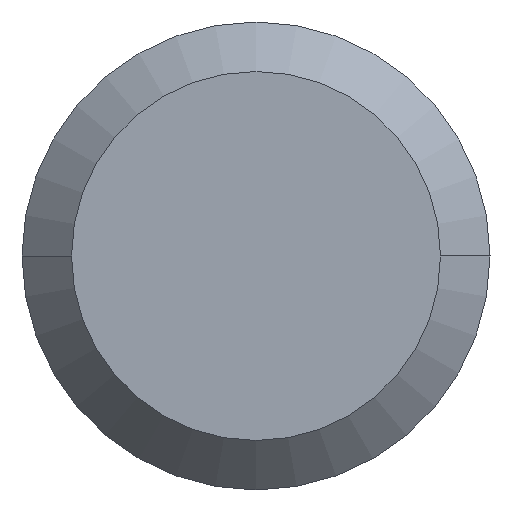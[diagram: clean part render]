
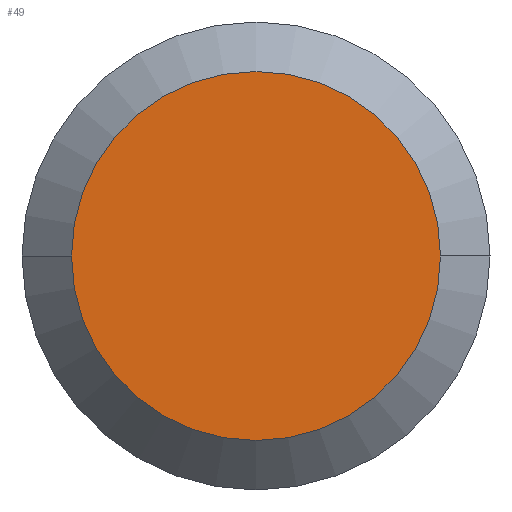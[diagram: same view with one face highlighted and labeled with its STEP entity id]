
A CAD part, left-side view. The second image highlights one B-rep face of the part: STEP entity #49.
In plain terms, the highlighted planar face has unit normal (-1, 0, 0).
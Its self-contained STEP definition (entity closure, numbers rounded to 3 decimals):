
#49 = ADVANCED_FACE ( 'NONE', ( #112 ), #114, .T. ) ;
#77 = DIRECTION ( 'NONE',  ( 1., 0., 0. ) ) ;
#97 = CIRCLE ( 'NONE', #166, 2.365 ) ;
#104 = ORIENTED_EDGE ( 'NONE', *, *, #118, .F. ) ;
#111 = CARTESIAN_POINT ( 'NONE',  ( 0., -2.365, 0. ) ) ;
#112 = FACE_OUTER_BOUND ( 'NONE', #261, .T. ) ;
#114 = PLANE ( 'NONE',  #267 ) ;
#118 = EDGE_CURVE ( 'NONE', #347, #252, #97, .T. ) ;
#142 = CARTESIAN_POINT ( 'NONE',  ( 0., 0., 0. ) ) ;
#163 = CARTESIAN_POINT ( 'NONE',  ( 0., 2.365, 0. ) ) ;
#166 = AXIS2_PLACEMENT_3D ( 'NONE', #325, #225, #376 ) ;
#167 = DIRECTION ( 'NONE',  ( -1., 0., 0. ) ) ;
#168 = DIRECTION ( 'NONE',  ( 0., 1., 0. ) ) ;
#190 = ORIENTED_EDGE ( 'NONE', *, *, #329, .F. ) ;
#205 = AXIS2_PLACEMENT_3D ( 'NONE', #335, #77, #168 ) ;
#208 = DIRECTION ( 'NONE',  ( 0., -1., 0. ) ) ;
#225 = DIRECTION ( 'NONE',  ( 1., 0., 0. ) ) ;
#252 = VERTEX_POINT ( 'NONE', #163 ) ;
#261 = EDGE_LOOP ( 'NONE', ( #190, #104 ) ) ;
#267 = AXIS2_PLACEMENT_3D ( 'NONE', #142, #167, #208 ) ;
#325 = CARTESIAN_POINT ( 'NONE',  ( 0., 0., 0. ) ) ;
#329 = EDGE_CURVE ( 'NONE', #252, #347, #410, .T. ) ;
#335 = CARTESIAN_POINT ( 'NONE',  ( 0., 0., 0. ) ) ;
#347 = VERTEX_POINT ( 'NONE', #111 ) ;
#376 = DIRECTION ( 'NONE',  ( 0., 1., 0. ) ) ;
#410 = CIRCLE ( 'NONE', #205, 2.365 ) ;
